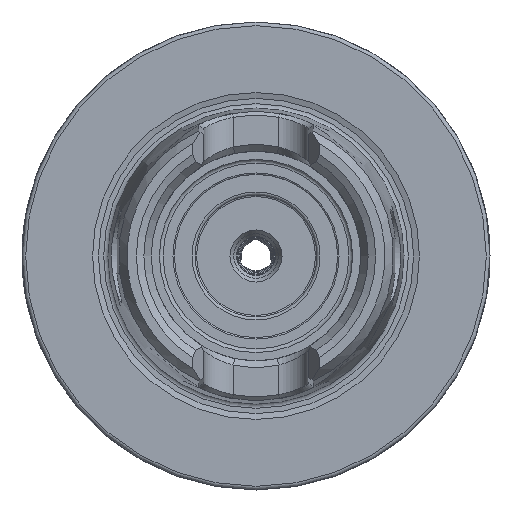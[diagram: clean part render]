
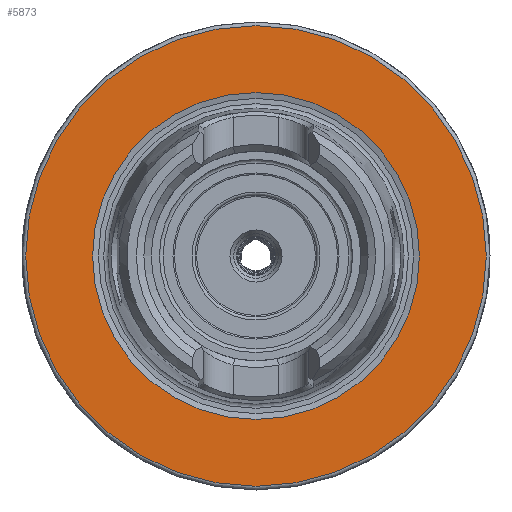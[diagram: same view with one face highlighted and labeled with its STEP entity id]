
A CAD part, left-side view. The second image highlights one B-rep face of the part: STEP entity #5873.
In plain terms, the highlighted planar face has unit normal (-1, 0, 0).
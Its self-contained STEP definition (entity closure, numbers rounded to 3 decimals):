
#5839=CARTESIAN_POINT('',(0.0,22.,0.0));
#5840=VERTEX_POINT('',#5839);
#5841=CARTESIAN_POINT('',(0.0,0.,0.0));
#5842=DIRECTION('',(1.0,0.0,0.0));
#5843=DIRECTION('',(0.0,1.0,0.0));
#5844=AXIS2_PLACEMENT_3D('',#5841,#5842,#5843);
#5845=CIRCLE('',#5844,22.);
#5846=EDGE_CURVE('',#5840,#5840,#5845,.T.);
#5854=CARTESIAN_POINT('',(0.0,26.5,0.0));
#5855=DIRECTION('',(-1.0,0.0,0.0));
#5856=DIRECTION('',(0.0,0.0,1.0));
#5857=AXIS2_PLACEMENT_3D('',#5854,#5855,#5856);
#5858=PLANE('',#5857);
#5859=CARTESIAN_POINT('',(0.0,31.,0.0));
#5860=VERTEX_POINT('',#5859);
#5861=CARTESIAN_POINT('',(0.0,0.,0.0));
#5862=DIRECTION('',(1.0,0.0,0.0));
#5863=DIRECTION('',(0.0,1.0,0.0));
#5864=AXIS2_PLACEMENT_3D('',#5861,#5862,#5863);
#5865=CIRCLE('',#5864,31.);
#5866=EDGE_CURVE('',#5860,#5860,#5865,.T.);
#5867=ORIENTED_EDGE('',*,*,#5866,.F.);
#5868=EDGE_LOOP('',(#5867));
#5869=FACE_OUTER_BOUND('',#5868,.T.);
#5870=ORIENTED_EDGE('',*,*,#5846,.T.);
#5871=EDGE_LOOP('',(#5870));
#5872=FACE_BOUND('',#5871,.T.);
#5873=ADVANCED_FACE('',(#5869,#5872),#5858,.T.);
